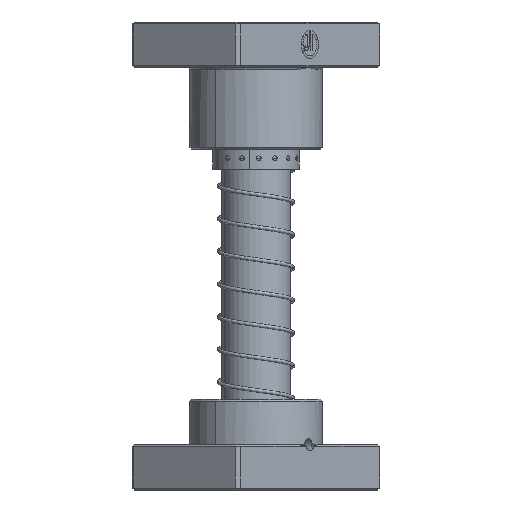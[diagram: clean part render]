
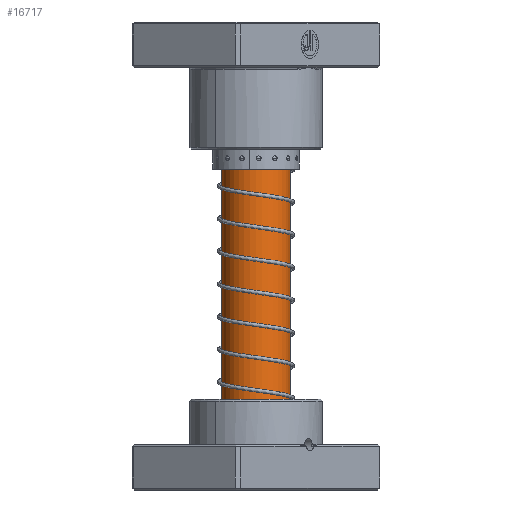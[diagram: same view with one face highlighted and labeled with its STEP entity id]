
A CAD part, front view. The second image highlights one B-rep face of the part: STEP entity #16717.
In plain terms, the highlighted cylindrical face has radius 19 mm (diameter 38 mm), a partial arc.
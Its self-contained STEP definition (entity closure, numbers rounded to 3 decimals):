
#57 = CARTESIAN_POINT ( 'NONE',  ( 0., 0., 220. ) ) ;
#1638 = DIRECTION ( 'NONE',  ( 0., 0., -1. ) ) ;
#2096 = CARTESIAN_POINT ( 'NONE',  ( 19., 0., 220. ) ) ;
#3603 = CARTESIAN_POINT ( 'NONE',  ( 19., 0., 217. ) ) ;
#3672 = DIRECTION ( 'NONE',  ( 0., 0., -1. ) ) ;
#5006 = CIRCLE ( 'NONE', #35243, 19. ) ;
#5320 = ORIENTED_EDGE ( 'NONE', *, *, #8608, .T. ) ;
#7711 = FACE_OUTER_BOUND ( 'NONE', #43905, .T. ) ;
#8608 = EDGE_CURVE ( 'NONE', #23762, #13699, #5006, .T. ) ;
#11458 = EDGE_CURVE ( 'NONE', #23762, #15105, #35476, .T. ) ;
#12291 = VECTOR ( 'NONE', #33381, 1000. ) ;
#13588 = CARTESIAN_POINT ( 'NONE',  ( -19., 0., 29. ) ) ;
#13699 = VERTEX_POINT ( 'NONE', #36756 ) ;
#14095 = ORIENTED_EDGE ( 'NONE', *, *, #20883, .T. ) ;
#15105 = VERTEX_POINT ( 'NONE', #28174 ) ;
#15933 = ORIENTED_EDGE ( 'NONE', *, *, #11458, .F. ) ;
#16450 = VECTOR ( 'NONE', #1638, 1000. ) ;
#16717 = ADVANCED_FACE ( 'NONE', ( #7711 ), #43494, .T. ) ;
#20223 = CARTESIAN_POINT ( 'NONE',  ( 0., 0., 29. ) ) ;
#20599 = AXIS2_PLACEMENT_3D ( 'NONE', #57, #21498, #21021 ) ;
#20883 = EDGE_CURVE ( 'NONE', #13699, #40873, #31276, .T. ) ;
#21021 = DIRECTION ( 'NONE',  ( -1., 0., 0. ) ) ;
#21498 = DIRECTION ( 'NONE',  ( 0., 0., -1. ) ) ;
#21676 = CIRCLE ( 'NONE', #28515, 19. ) ;
#23762 = VERTEX_POINT ( 'NONE', #3603 ) ;
#23808 = DIRECTION ( 'NONE',  ( -1., 0., 0. ) ) ;
#25085 = CARTESIAN_POINT ( 'NONE',  ( 0., 0., 217. ) ) ;
#28174 = CARTESIAN_POINT ( 'NONE',  ( 19., 0., 29. ) ) ;
#28515 = AXIS2_PLACEMENT_3D ( 'NONE', #20223, #45215, #23808 ) ;
#28649 = DIRECTION ( 'NONE',  ( 1., 0., 0. ) ) ;
#31276 = LINE ( 'NONE', #37007, #12291 ) ;
#33381 = DIRECTION ( 'NONE',  ( 0., 0., -1. ) ) ;
#34798 = EDGE_CURVE ( 'NONE', #15105, #40873, #21676, .T. ) ;
#35243 = AXIS2_PLACEMENT_3D ( 'NONE', #25085, #3672, #28649 ) ;
#35476 = LINE ( 'NONE', #2096, #16450 ) ;
#36756 = CARTESIAN_POINT ( 'NONE',  ( -19., 0., 217. ) ) ;
#37007 = CARTESIAN_POINT ( 'NONE',  ( -19., 0., 220. ) ) ;
#40873 = VERTEX_POINT ( 'NONE', #13588 ) ;
#43494 = CYLINDRICAL_SURFACE ( 'NONE', #20599, 19. ) ;
#43905 = EDGE_LOOP ( 'NONE', ( #15933, #5320, #14095, #45339 ) ) ;
#45215 = DIRECTION ( 'NONE',  ( 0., 0., -1. ) ) ;
#45339 = ORIENTED_EDGE ( 'NONE', *, *, #34798, .F. ) ;
